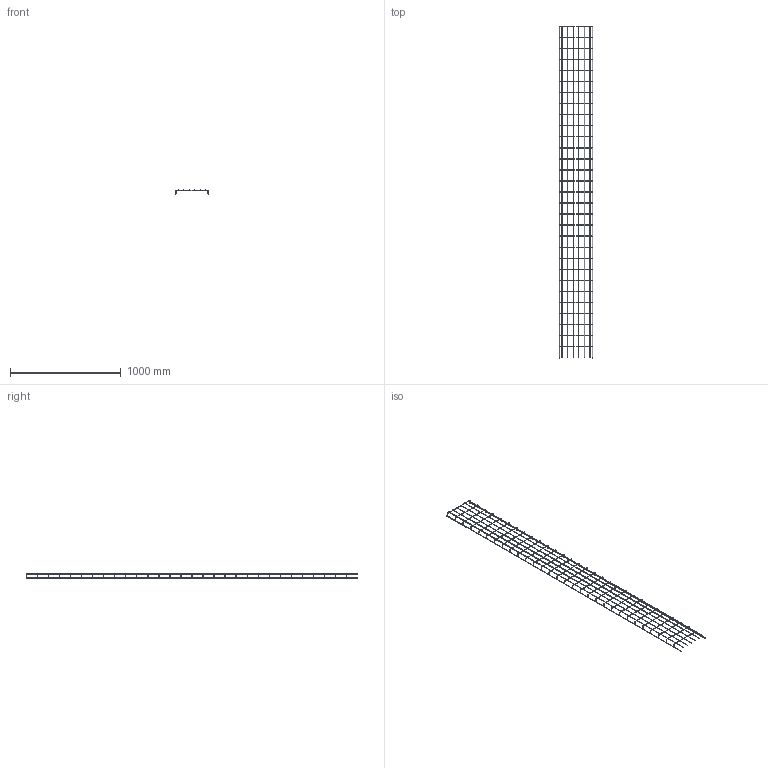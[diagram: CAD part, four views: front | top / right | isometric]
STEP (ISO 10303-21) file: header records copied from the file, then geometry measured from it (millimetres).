
FILE_DESCRIPTION((''),'2;1');
FILE_NAME('930130_PRT','2018-11-07T13:31:19',('tomasz.grudniewski'),(''),'CREO PARAMETRIC BY PTC INC, 2018260','CREO PARAMETRIC BY PTC INC, 2018260','');
FILE_SCHEMA(('CONFIG_CONTROL_DESIGN'));
Length unit declared in the file: millimetre
Products named in the file (1): 930130_PRT
Bounding box: 300 x 3004 x 37 mm (x, y, z)
Volume: 431480.7 mm3; surface area: 432252.5 mm2
Topology: 38 solids, 38 shells, 544 faces, 1012 edges, 544 vertices
Faces by surface type: cylinder 196, bspline 120, torus 120, plane 76, cone 32
Entity records: 26988 total; most frequent: CARTESIAN_POINT 16860, DIRECTION 2044, ORIENTED_EDGE 2024, EDGE_CURVE 1012, AXIS2_PLACEMENT_3D 848, VERTEX_POINT 544, EDGE_LOOP 544, FACE_OUTER_BOUND 544
